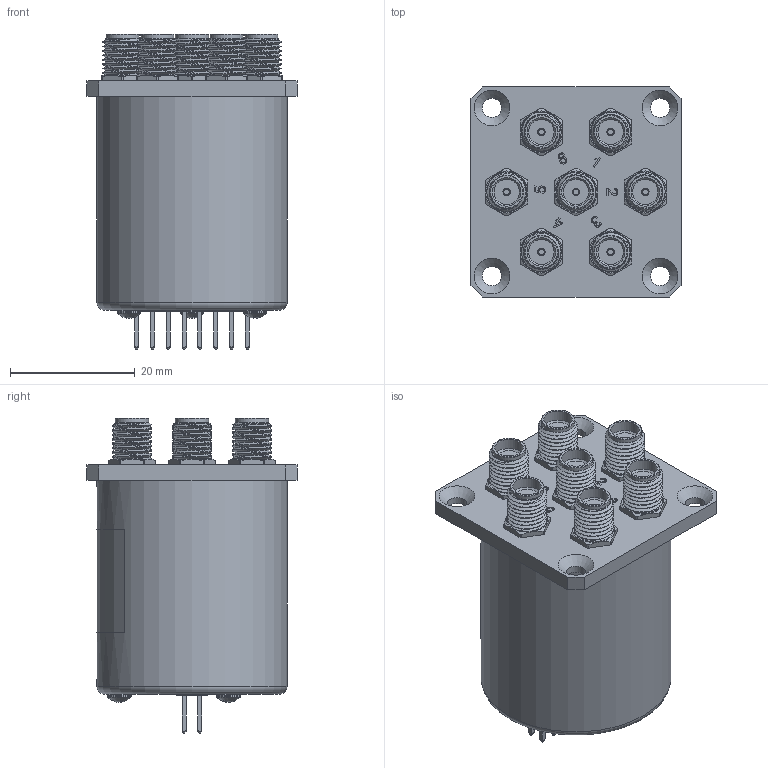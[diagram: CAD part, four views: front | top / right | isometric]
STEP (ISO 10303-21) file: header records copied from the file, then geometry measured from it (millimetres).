
FILE_DESCRIPTION (( 'STEP AP203' ), '1' );
FILE_NAME ('SEMS-4083-SP6T-SMA_3D.step', '2022-06-03T21:00:46', ( '' ), ( '' ), 'SwSTEP 2.0', 'SolidWorks 2021', '' );
FILE_SCHEMA (( 'CONFIG_CONTROL_DESIGN' ));
Length unit declared in the file: inch
Products named in the file (1): SEMS-4083-SP6T-SMA_3D
Bounding box: 33.7 x 33.7 x 50.65 mm (x, y, z)
Volume: 29097.8 mm3; surface area: 8096.6 mm2
Topology: 1 solids, 1 shells, 559 faces, 1378 edges, 896 vertices
Faces by surface type: plane 296, bspline 86, cylinder 86, cone 83, torus 8
Full cylindrical faces by diameter (mm): 0.94 x7, 1.194 x7, 3.048 x4, 3.83 x3, 4.572 x7, 5.335 x7, 30.5 x1
Entity records: 31985 total; most frequent: CARTESIAN_POINT 20321, ORIENTED_EDGE 2476, DIRECTION 2027, EDGE_CURVE 1238, VERTEX_POINT 847, AXIS2_PLACEMENT_3D 735, EDGE_LOOP 719, FACE_OUTER_BOUND 602
